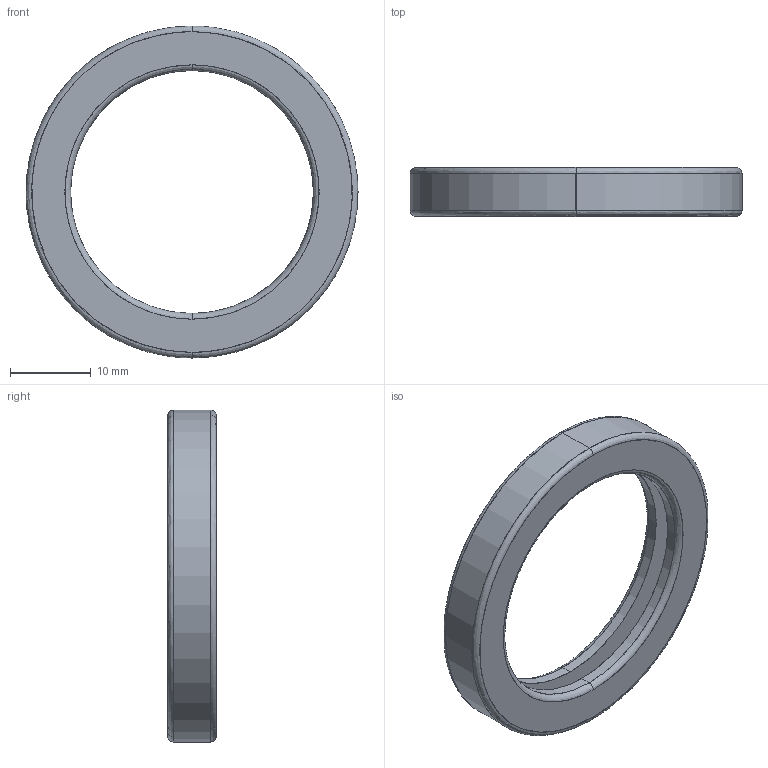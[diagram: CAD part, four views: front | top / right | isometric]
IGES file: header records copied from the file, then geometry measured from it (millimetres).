
Start section: SolidWorks IGES file using analytic representation for surfaces
Global section: file name: KC-275-RP-3.IGS,15; native system: HSolidWorks 2007; preprocessor: SolidWorks 2007; author: 8sw; date: 090728.094652; units: millimetre
Bounding box: 41 x 6 x 41 mm (x, y, z)
Surface area: 3335.9 mm2 (no closed solid volume)
Topology: 0 solids, 0 shells, 20 faces, 576 edges, 576 vertices
Faces by surface type: bspline 12, revolution 8
